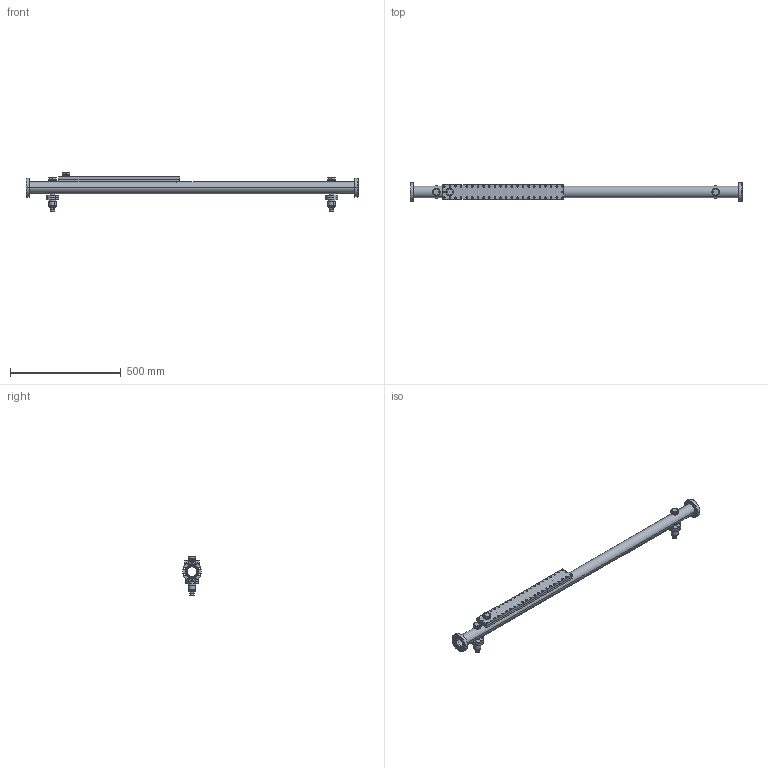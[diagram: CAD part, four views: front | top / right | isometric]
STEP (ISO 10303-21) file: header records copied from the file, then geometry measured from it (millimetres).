
FILE_DESCRIPTION(('OneSpaceDesigner STEP Export'),'2;1');
FILE_NAME('ILC_EC_TestCbr5.stp','2007-04-25T 9:28:07',(''),(''),'OneSpace Designer STEP processor for AP214 (Solid Model)','OneSpace Designer 14.00A 08-Mar-2006 (C) CoCreate Software GmbH','');
FILE_SCHEMA(('AUTOMOTIVE_DESIGN { 1 0 10303 214 1 1 1 1 }'));
Length unit declared in the file: millimetre
Products named in the file (32): Kaman-Feedthru-Flange.1; Tube1; 3.375_CFF_MDC-1100017.1; 3.375_CFF_MDC-1100017; 3.375_CFF_ASSY; Kaman-Feedthru-Flange; 1.33_CFF_Blnk1; VacTube1.73ID; Electrode; VacTube1.73ID.Tool; Kaman-Feedthru; Conductor; BrazeSeal; KamanFeedthru1.1; Tube1.1; ElectrodeCover; 1.33_CFF1; 1.33_CFF2; CollectorFlange; 1.33_CFF_Blnk2; CollectorFlange-Cover; CollectorInsulator; CollectorInsulator.1; CollectorPlate; 1.33_CFF_Blnk3; 1.33_CFF3; CollectorAssy; KamanFeedthru1; ILC_ECVac_Cbr_Test5
Assembly tree (31 placements, depth 3):
  ILC_ECVac_Cbr_Test5
    KamanFeedthru1
      BrazeSeal
      Conductor
      Kaman-Feedthru
    CollectorAssy
      1.33_CFF3
      1.33_CFF_Blnk3
      CollectorPlate
      CollectorInsulator.1
      CollectorInsulator
      CollectorFlange-Cover
    1.33_CFF_Blnk2
    CollectorFlange
    1.33_CFF2
    1.33_CFF1
    ElectrodeCover
    Tube1.1
    KamanFeedthru1.1
      BrazeSeal
      Conductor
      Kaman-Feedthru
    VacTube1.73ID.Tool
    Electrode
    VacTube1.73ID
    1.33_CFF_Blnk1
    Kaman-Feedthru-Flange
    3.375_CFF_ASSY
      3.375_CFF_MDC-1100017
    3.375_CFF_MDC-1100017.1
    Tube1
    Kaman-Feedthru-Flange.1
Bounding box: 1498.6 x 85.6 x 175.64 mm (x, y, z)
Volume: 1807051.7 mm3; surface area: 942341 mm2
Topology: 27 solids, 27 shells, 1802 faces, 4912 edges, 3206 vertices
Faces by surface type: cylinder 1412, plane 214, cone 176
Entity records: 289814 total; most frequent: CARTESIAN_POINT 246567, ORIENTED_EDGE 9808, DIRECTION 5306, EDGE_CURVE 4904, VERTEX_POINT 3206, EDGE_LOOP 3028, VECTOR 1830, LINE 1830
